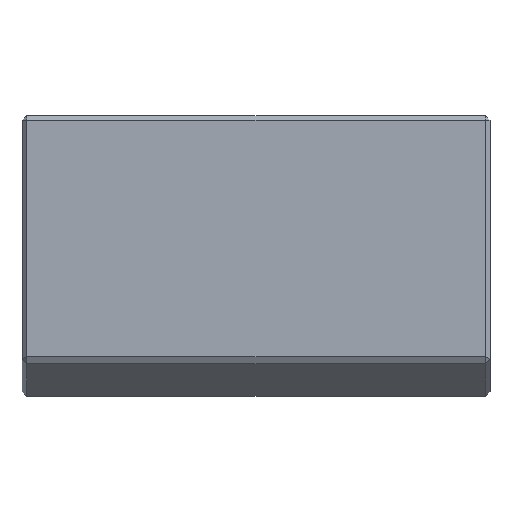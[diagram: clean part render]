
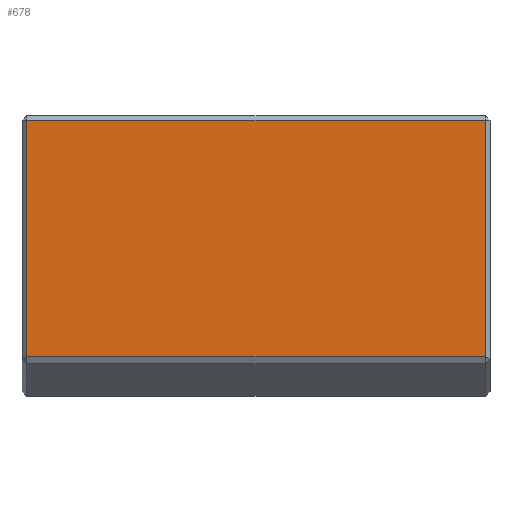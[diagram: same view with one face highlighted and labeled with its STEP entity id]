
A CAD part, left-side view. The second image highlights one B-rep face of the part: STEP entity #678.
In plain terms, the highlighted planar face has unit normal (-1, 0, 0).
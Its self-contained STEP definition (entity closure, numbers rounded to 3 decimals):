
#58=PLANE('',#752);
#98=FACE_OUTER_BOUND('',#146,.T.);
#146=EDGE_LOOP('',(#597,#598,#599,#600));
#216=LINE('',#1098,#286);
#218=LINE('',#1101,#288);
#222=LINE('',#1107,#292);
#224=LINE('',#1110,#294);
#286=VECTOR('',#892,10.);
#288=VECTOR('',#896,10.);
#292=VECTOR('',#904,10.);
#294=VECTOR('',#908,10.);
#335=VERTEX_POINT('',#1011);
#341=VERTEX_POINT('',#1029);
#344=VERTEX_POINT('',#1041);
#350=VERTEX_POINT('',#1055);
#434=EDGE_CURVE('',#344,#350,#216,.T.);
#436=EDGE_CURVE('',#350,#341,#218,.T.);
#440=EDGE_CURVE('',#335,#344,#222,.T.);
#442=EDGE_CURVE('',#341,#335,#224,.T.);
#597=ORIENTED_EDGE('',*,*,#434,.F.);
#598=ORIENTED_EDGE('',*,*,#440,.F.);
#599=ORIENTED_EDGE('',*,*,#442,.F.);
#600=ORIENTED_EDGE('',*,*,#436,.F.);
#678=ADVANCED_FACE('',(#98),#58,.T.);
#752=AXIS2_PLACEMENT_3D('',#1124,#926,#927);
#892=DIRECTION('',(0.,-1.,0.));
#896=DIRECTION('',(0.,0.,-1.));
#904=DIRECTION('',(0.,0.,1.));
#908=DIRECTION('',(0.,1.,0.));
#926=DIRECTION('center_axis',(-1.,0.,0.));
#927=DIRECTION('ref_axis',(0.,0.,1.));
#1011=CARTESIAN_POINT('',(-7.5,49.5,-9.747));
#1029=CARTESIAN_POINT('',(-7.5,0.5,-9.747));
#1041=CARTESIAN_POINT('',(-7.5,49.5,15.5));
#1055=CARTESIAN_POINT('',(-7.5,0.5,15.5));
#1098=CARTESIAN_POINT('',(-7.5,0.,15.5));
#1101=CARTESIAN_POINT('',(-7.5,0.5,-4.053));
#1107=CARTESIAN_POINT('',(-7.5,49.5,-4.053));
#1110=CARTESIAN_POINT('',(-7.5,0.,-9.747));
#1124=CARTESIAN_POINT('Origin',(-7.5,0.,-10.247));
